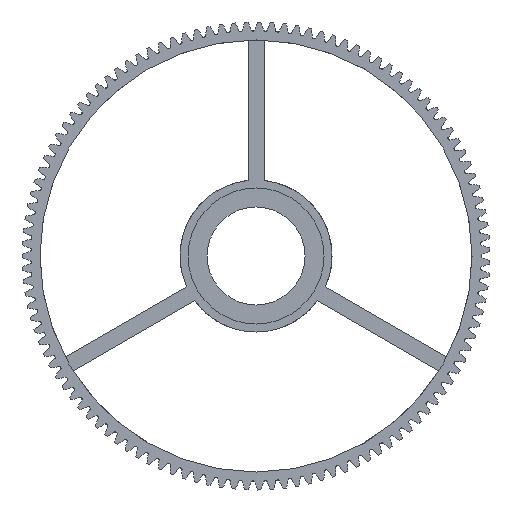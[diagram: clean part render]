
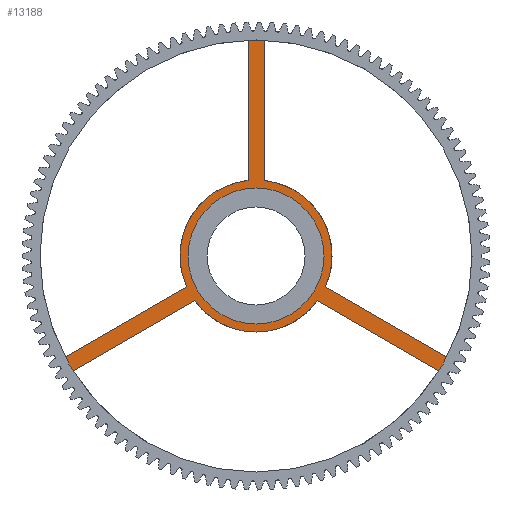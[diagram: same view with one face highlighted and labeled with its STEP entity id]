
A CAD part, front view. The second image highlights one B-rep face of the part: STEP entity #13188.
In plain terms, the highlighted planar face has unit normal (0, -1, 0).
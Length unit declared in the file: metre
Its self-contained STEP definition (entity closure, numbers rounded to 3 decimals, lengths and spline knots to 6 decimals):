
#242=CIRCLE('',#13208,0.02159);
#244=CIRCLE('',#13215,0.02413);
#246=CIRCLE('',#13217,0.02413);
#248=CIRCLE('',#13219,0.02413);
#1635=CIRCLE('',#15299,0.06858);
#1636=CIRCLE('',#15300,0.06858);
#1637=CIRCLE('',#15301,0.06858);
#6539=ORIENTED_EDGE('',*,*,#8667,.T.);
#6540=ORIENTED_EDGE('',*,*,#6563,.T.);
#6541=ORIENTED_EDGE('',*,*,#6588,.T.);
#6542=ORIENTED_EDGE('',*,*,#6558,.F.);
#6543=ORIENTED_EDGE('',*,*,#8666,.T.);
#6544=ORIENTED_EDGE('',*,*,#6569,.T.);
#6545=ORIENTED_EDGE('',*,*,#6586,.T.);
#6546=ORIENTED_EDGE('',*,*,#6572,.F.);
#6547=ORIENTED_EDGE('',*,*,#8665,.T.);
#6548=ORIENTED_EDGE('',*,*,#6577,.T.);
#6549=ORIENTED_EDGE('',*,*,#6584,.T.);
#6550=ORIENTED_EDGE('',*,*,#6580,.F.);
#6551=ORIENTED_EDGE('',*,*,#6566,.F.);
#6558=EDGE_CURVE('',#8670,#8671,#10080,.T.);
#6563=EDGE_CURVE('',#8676,#8675,#10085,.T.);
#6566=EDGE_CURVE('',#8678,#8678,#242,.T.);
#6569=EDGE_CURVE('',#8682,#8681,#10089,.T.);
#6572=EDGE_CURVE('',#8684,#8685,#10092,.T.);
#6577=EDGE_CURVE('',#8690,#8689,#10097,.T.);
#6580=EDGE_CURVE('',#8692,#8693,#10100,.T.);
#6584=EDGE_CURVE('',#8689,#8693,#244,.T.);
#6586=EDGE_CURVE('',#8681,#8685,#246,.T.);
#6588=EDGE_CURVE('',#8675,#8671,#248,.T.);
#8665=EDGE_CURVE('',#8684,#8690,#1635,.T.);
#8666=EDGE_CURVE('',#8670,#8682,#1636,.T.);
#8667=EDGE_CURVE('',#8692,#8676,#1637,.T.);
#8670=VERTEX_POINT('',#20003);
#8671=VERTEX_POINT('',#20004);
#8675=VERTEX_POINT('',#20013);
#8676=VERTEX_POINT('',#20015);
#8678=VERTEX_POINT('',#20021);
#8681=VERTEX_POINT('',#20027);
#8682=VERTEX_POINT('',#20029);
#8684=VERTEX_POINT('',#20035);
#8685=VERTEX_POINT('',#20036);
#8689=VERTEX_POINT('',#20045);
#8690=VERTEX_POINT('',#20047);
#8692=VERTEX_POINT('',#20053);
#8693=VERTEX_POINT('',#20054);
#10080=LINE('',#20002,#10564);
#10085=LINE('',#20014,#10569);
#10089=LINE('',#20028,#10573);
#10092=LINE('',#20034,#10576);
#10097=LINE('',#20046,#10581);
#10100=LINE('',#20052,#10584);
#10564=VECTOR('',#15312,1.);
#10569=VECTOR('',#15319,1.);
#10573=VECTOR('',#15331,1.);
#10576=VECTOR('',#15336,1.);
#10581=VECTOR('',#15343,1.);
#10584=VECTOR('',#15348,1.);
#11754=EDGE_LOOP('',(#6539,#6540,#6541,#6542,#6543,#6544,#6545,#6546,#6547,
#6548,#6549,#6550));
#11755=EDGE_LOOP('',(#6551));
#12468=FACE_BOUND('',#11754,.T.);
#12469=FACE_BOUND('',#11755,.T.);
#12484=PLANE('',#15302);
#13188=ADVANCED_FACE('',(#12468,#12469),#12484,.T.);
#13208=AXIS2_PLACEMENT_3D('',#20020,#15324,#15325);
#13215=AXIS2_PLACEMENT_3D('',#20061,#15354,#15355);
#13217=AXIS2_PLACEMENT_3D('',#20063,#15358,#15359);
#13219=AXIS2_PLACEMENT_3D('',#20065,#15362,#15363);
#15299=AXIS2_PLACEMENT_3D('',#24907,#19982,#19983);
#15300=AXIS2_PLACEMENT_3D('',#24908,#19984,#19985);
#15301=AXIS2_PLACEMENT_3D('',#24909,#19986,#19987);
#15302=AXIS2_PLACEMENT_3D('',#24910,#19988,#19989);
#15312=DIRECTION('',(0.,0.,-1.));
#15319=DIRECTION('',(-0.866,0.,0.5));
#15324=DIRECTION('',(0.,-1.,0.));
#15325=DIRECTION('',(0.,0.,-1.));
#15331=DIRECTION('',(0.,0.,-1.));
#15336=DIRECTION('',(0.866,0.,0.5));
#15343=DIRECTION('',(0.866,0.,0.5));
#15348=DIRECTION('',(-0.866,0.,0.5));
#15354=DIRECTION('',(0.,-1.,0.));
#15355=DIRECTION('',(0.,0.,-1.));
#15358=DIRECTION('',(0.,-1.,0.));
#15359=DIRECTION('',(0.,0.,-1.));
#15362=DIRECTION('',(0.,-1.,0.));
#15363=DIRECTION('',(0.,0.,-1.));
#19982=DIRECTION('',(0.,-1.,0.));
#19983=DIRECTION('',(0.,0.,-1.));
#19984=DIRECTION('',(0.,-1.,0.));
#19985=DIRECTION('',(0.,0.,-1.));
#19986=DIRECTION('',(0.,-1.,0.));
#19987=DIRECTION('',(0.,0.,-1.));
#19988=DIRECTION('',(0.,-1.,0.));
#19989=DIRECTION('',(1.,0.,0.));
#20002=CARTESIAN_POINT('',(0.00254,-0.00381,0.046264));
#20003=CARTESIAN_POINT('',(0.00254,-0.00381,0.068533));
#20004=CARTESIAN_POINT('',(0.00254,-0.00381,0.023996));
#20013=CARTESIAN_POINT('',(0.022051,-0.00381,-0.009798));
#20014=CARTESIAN_POINT('',(0.041336,-0.00381,-0.020933));
#20015=CARTESIAN_POINT('',(0.060621,-0.00381,-0.032067));
#20020=CARTESIAN_POINT('',(0.,-0.00381,0.));
#20021=CARTESIAN_POINT('',(0.,-0.00381,-0.02159));
#20027=CARTESIAN_POINT('',(-0.00254,-0.00381,0.023996));
#20028=CARTESIAN_POINT('',(-0.00254,-0.00381,0.046264));
#20029=CARTESIAN_POINT('',(-0.00254,-0.00381,0.068533));
#20034=CARTESIAN_POINT('',(-0.041336,-0.00381,-0.020933));
#20035=CARTESIAN_POINT('',(-0.060621,-0.00381,-0.032067));
#20036=CARTESIAN_POINT('',(-0.022051,-0.00381,-0.009798));
#20045=CARTESIAN_POINT('',(-0.019511,-0.00381,-0.014198));
#20046=CARTESIAN_POINT('',(-0.038796,-0.00381,-0.025332));
#20047=CARTESIAN_POINT('',(-0.058081,-0.00381,-0.036466));
#20052=CARTESIAN_POINT('',(0.038796,-0.00381,-0.025332));
#20053=CARTESIAN_POINT('',(0.058081,-0.00381,-0.036466));
#20054=CARTESIAN_POINT('',(0.019511,-0.00381,-0.014198));
#20061=CARTESIAN_POINT('',(0.,-0.00381,0.));
#20063=CARTESIAN_POINT('',(0.,-0.00381,0.));
#20065=CARTESIAN_POINT('',(0.,-0.00381,0.));
#24907=CARTESIAN_POINT('',(0.,-0.00381,0.));
#24908=CARTESIAN_POINT('',(0.,-0.00381,0.));
#24909=CARTESIAN_POINT('',(0.,-0.00381,0.));
#24910=CARTESIAN_POINT('',(-0.000008,-0.00381,0.));
